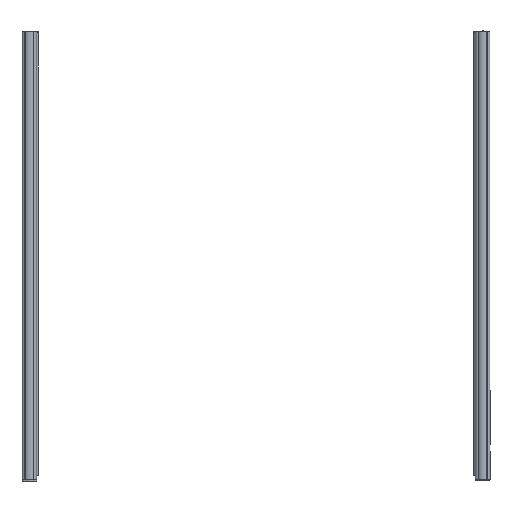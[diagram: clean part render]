
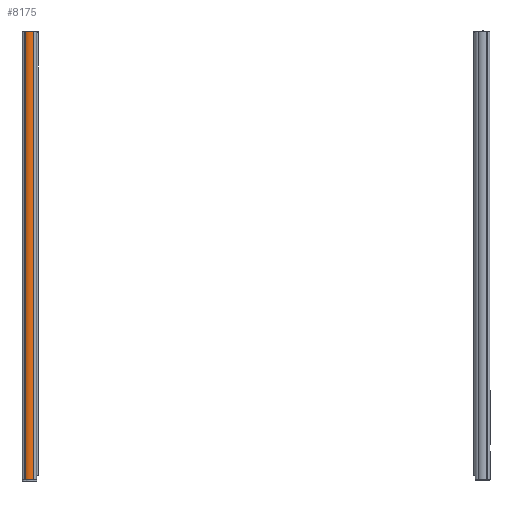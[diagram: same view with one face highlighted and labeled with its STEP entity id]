
A CAD part, front view. The second image highlights one B-rep face of the part: STEP entity #8175.
In plain terms, the highlighted cylindrical face has radius 5 mm (diameter 10 mm), a partial arc.
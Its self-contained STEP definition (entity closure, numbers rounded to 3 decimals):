
#257=CIRCLE('',#8782,5.);
#258=CIRCLE('',#8783,5.);
#511=CYLINDRICAL_SURFACE('',#8781,5.);
#732=FACE_OUTER_BOUND('',#1179,.T.);
#1179=EDGE_LOOP('',(#5808,#5809,#5810,#5811));
#1745=LINE('',#12250,#2603);
#1756=LINE('',#12276,#2614);
#2603=VECTOR('',#9913,10.);
#2614=VECTOR('',#9936,10.);
#3440=VERTEX_POINT('',#12247);
#3441=VERTEX_POINT('',#12249);
#3449=VERTEX_POINT('',#12273);
#3450=VERTEX_POINT('',#12275);
#4319=EDGE_CURVE('',#3440,#3441,#1745,.T.);
#4332=EDGE_CURVE('',#3450,#3449,#1756,.T.);
#4352=EDGE_CURVE('',#3450,#3440,#257,.T.);
#4353=EDGE_CURVE('',#3441,#3449,#258,.T.);
#5808=ORIENTED_EDGE('',*,*,#4352,.F.);
#5809=ORIENTED_EDGE('',*,*,#4332,.T.);
#5810=ORIENTED_EDGE('',*,*,#4353,.F.);
#5811=ORIENTED_EDGE('',*,*,#4319,.F.);
#8175=ADVANCED_FACE('',(#732),#511,.T.);
#8781=AXIS2_PLACEMENT_3D('',#12313,#9974,#9975);
#8782=AXIS2_PLACEMENT_3D('',#12314,#9976,#9977);
#8783=AXIS2_PLACEMENT_3D('',#12315,#9978,#9979);
#9913=DIRECTION('',(0.,0.,-1.));
#9936=DIRECTION('',(0.,0.,-1.));
#9974=DIRECTION('center_axis',(0.,0.,-1.));
#9975=DIRECTION('ref_axis',(-0.6,-0.8,0.));
#9976=DIRECTION('center_axis',(0.,0.,1.));
#9977=DIRECTION('ref_axis',(-0.6,-0.8,0.));
#9978=DIRECTION('center_axis',(0.,0.,-1.));
#9979=DIRECTION('ref_axis',(-0.6,-0.8,0.));
#12247=CARTESIAN_POINT('',(8.65,-21.65,0.));
#12249=CARTESIAN_POINT('',(8.65,-21.65,-348.5));
#12250=CARTESIAN_POINT('',(8.65,-21.65,0.));
#12273=CARTESIAN_POINT('',(2.65,-21.65,-348.5));
#12275=CARTESIAN_POINT('',(2.65,-21.65,0.));
#12276=CARTESIAN_POINT('',(2.65,-21.65,0.));
#12313=CARTESIAN_POINT('Origin',(5.65,-17.65,0.));
#12314=CARTESIAN_POINT('Origin',(5.65,-17.65,0.));
#12315=CARTESIAN_POINT('Origin',(5.65,-17.65,-348.5));
